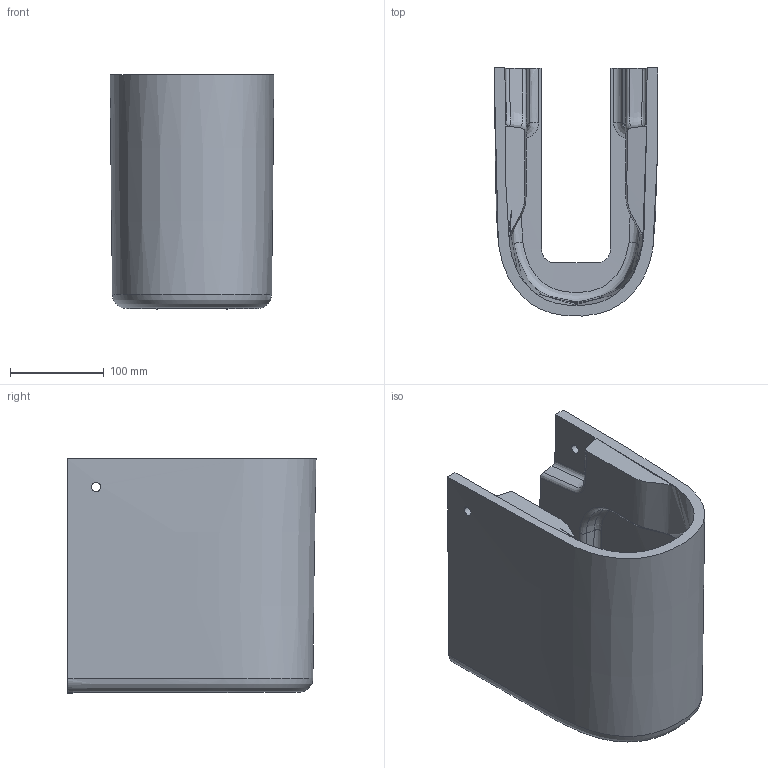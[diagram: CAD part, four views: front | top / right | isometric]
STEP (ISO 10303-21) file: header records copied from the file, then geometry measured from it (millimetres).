
FILE_DESCRIPTION(/* description */ (''),/* implementation_level */ '2;1');
FILE_NAME(/* name */ 'PY650H~1',/* time_stamp */ '2020-11-03T10:40:27+08:00',/* author */ (''),/* organization */ (''),/* preprocessor_version */ 'ST-DEVELOPER v15',/* originating_system */ '',/* authorisation */ '');
FILE_SCHEMA (('AUTOMOTIVE_DESIGN'));
Length unit declared in the file: millimetre
Products named in the file (1): Document
Bounding box: 175 x 264.79 x 249.8 mm (x, y, z)
Volume: 2869378.1 mm3; surface area: 369851 mm2
Topology: 1 solids, 1 shells, 64 faces, 177 edges, 113 vertices
Faces by surface type: bspline 64
Entity records: 25608 total; most frequent: CARTESIAN_POINT 23399, B_SPLINE_CURVE_WITH_KNOTS 446, ORIENTED_EDGE 350, PCURVE 350, DEFINITIONAL_REPRESENTATION 350, SURFACE_CURVE 175, EDGE_CURVE 175, VERTEX_POINT 113
